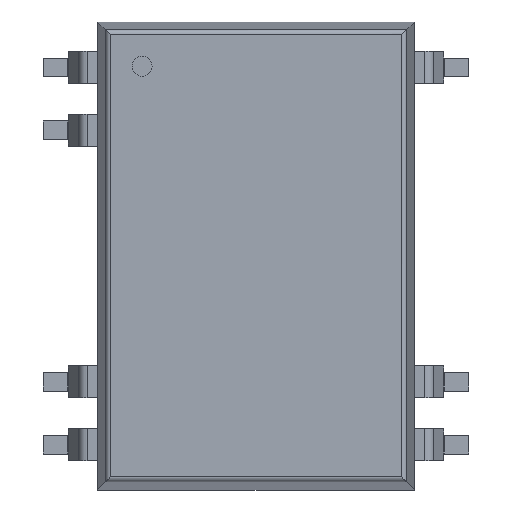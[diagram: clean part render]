
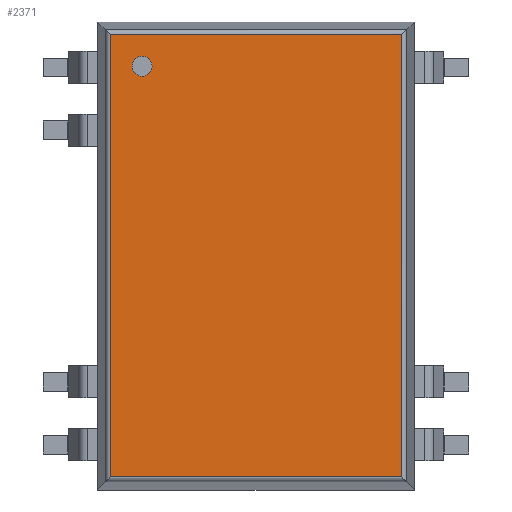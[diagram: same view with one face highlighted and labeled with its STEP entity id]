
A CAD part, top view. The second image highlights one B-rep face of the part: STEP entity #2371.
In plain terms, the highlighted planar face has unit normal (0, 0, 1).
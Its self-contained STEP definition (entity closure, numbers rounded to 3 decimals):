
#57=LINE($,#3493,#341);
#58=LINE($,#3498,#342);
#59=LINE($,#3502,#343);
#60=LINE($,#3504,#344);
#341=VECTOR($,#2790,11.76);
#342=VECTOR($,#2797,17.86);
#343=VECTOR($,#2802,11.76);
#344=VECTOR($,#2805,17.86);
#610=PLANE($,#2540);
#711=FACE_BOUND($,#878,.T.);
#730=FACE_OUTER_BOUND($,#877,.T.);
#877=EDGE_LOOP($,(#1698,#1699,#1700,#1701));
#878=EDGE_LOOP($,(#1702));
#1006=CIRCLE($,#2517,0.4);
#1064=VERTEX_POINT($,#3428);
#1082=VERTEX_POINT($,#3490);
#1083=VERTEX_POINT($,#3492);
#1084=VERTEX_POINT($,#3496);
#1085=VERTEX_POINT($,#3500);
#1282=EDGE_CURVE($,#1064,#1064,#1006,.T.);
#1313=EDGE_CURVE($,#1082,#1083,#57,.T.);
#1316=EDGE_CURVE($,#1084,#1082,#58,.T.);
#1318=EDGE_CURVE($,#1085,#1084,#59,.T.);
#1319=EDGE_CURVE($,#1083,#1085,#60,.T.);
#1698=ORIENTED_EDGE($,*,*,#1316,.F.);
#1699=ORIENTED_EDGE($,*,*,#1318,.F.);
#1700=ORIENTED_EDGE($,*,*,#1319,.F.);
#1701=ORIENTED_EDGE($,*,*,#1313,.F.);
#1702=ORIENTED_EDGE($,*,*,#1282,.T.);
#2371=ADVANCED_FACE($,(#730,#711),#610,.T.);
#2517=AXIS2_PLACEMENT_3D($,#3429,#2728,#2729);
#2540=AXIS2_PLACEMENT_3D($,#3505,#2806,#2807);
#2728=DIRECTION('center_axis',(0.,0.,
-1.));
#2729=DIRECTION('ref_axis',(0.,-1.,0.));
#2790=DIRECTION($,(1.,0.,0.));
#2797=DIRECTION($,(0.,1.,0.));
#2802=DIRECTION($,(-1.,0.,0.));
#2805=DIRECTION($,(0.,-1.,0.));
#2806=DIRECTION('center_axis',(0.,0.,
1.));
#2807=DIRECTION('ref_axis',(0.,1.,0.));
#3428=CARTESIAN_POINT('',(-4.6,7.25,8.288));
#3429=CARTESIAN_POINT('Origin',(-4.6,7.65,8.288));
#3490=CARTESIAN_POINT('',(-5.88,8.93,8.288));
#3492=CARTESIAN_POINT('',(5.88,8.93,8.288));
#3493=CARTESIAN_POINT($,(6.4,8.93,8.288));
#3496=CARTESIAN_POINT('',(-5.88,-8.93,8.288));
#3498=CARTESIAN_POINT($,(-5.88,9.45,8.288));
#3500=CARTESIAN_POINT('',(5.88,-8.93,8.288));
#3502=CARTESIAN_POINT($,(6.4,-8.93,8.288));
#3504=CARTESIAN_POINT($,(5.88,9.45,8.288));
#3505=CARTESIAN_POINT('Origin',(6.4,9.45,8.288));
